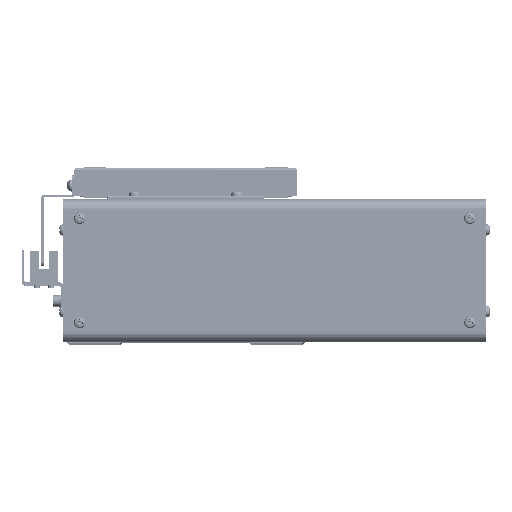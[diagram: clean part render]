
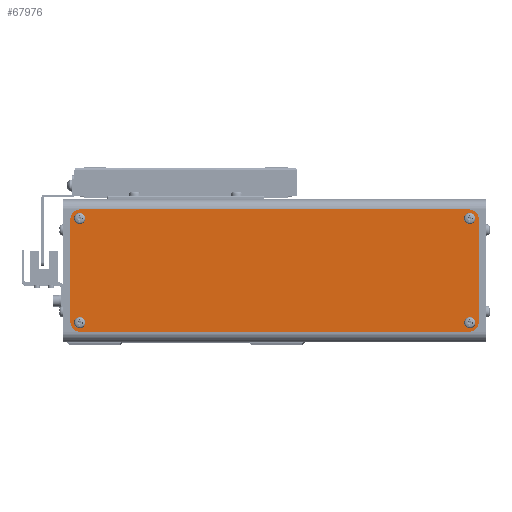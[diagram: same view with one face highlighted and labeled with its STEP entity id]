
A CAD part, top view. The second image highlights one B-rep face of the part: STEP entity #67976.
In plain terms, the highlighted planar face has unit normal (0, 0, 1).
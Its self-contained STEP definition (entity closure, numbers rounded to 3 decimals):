
#99 = DIRECTION ( 'NONE',  ( 0., 0., 1. ) ) ;
#127 = CARTESIAN_POINT ( 'NONE',  ( 95.5, 25.5, 1. ) ) ;
#594 = AXIS2_PLACEMENT_3D ( 'NONE', #44942, #101966, #53182 ) ;
#953 = AXIS2_PLACEMENT_3D ( 'NONE', #19452, #19354, #19230 ) ;
#1023 = FACE_BOUND ( 'NONE', #7842, .T. ) ;
#1607 = VERTEX_POINT ( 'NONE', #86123 ) ;
#1784 = DIRECTION ( 'NONE',  ( 0., 1., 0. ) ) ;
#1977 = DIRECTION ( 'NONE',  ( -1., 0., 0. ) ) ;
#2922 = CARTESIAN_POINT ( 'NONE',  ( -100., 25., 1. ) ) ;
#3076 = CARTESIAN_POINT ( 'NONE',  ( 93.9, -25.5, 1. ) ) ;
#3572 = CARTESIAN_POINT ( 'NONE',  ( 100., -25., 1. ) ) ;
#5645 = CARTESIAN_POINT ( 'NONE',  ( -100., -25., 1. ) ) ;
#6426 = EDGE_CURVE ( 'NONE', #97252, #17974, #89224, .T. ) ;
#6438 = CARTESIAN_POINT ( 'NONE',  ( -95., 30., 1. ) ) ;
#7151 = DIRECTION ( 'NONE',  ( -1., 0., 0. ) ) ;
#7506 = CIRCLE ( 'NONE', #594, 5. ) ;
#7842 = EDGE_LOOP ( 'NONE', ( #105878, #54201 ) ) ;
#7915 = VERTEX_POINT ( 'NONE', #26939 ) ;
#8347 = EDGE_CURVE ( 'NONE', #1607, #61521, #99123, .T. ) ;
#9689 = CARTESIAN_POINT ( 'NONE',  ( 97.1, 25.5, 1. ) ) ;
#10818 = CIRCLE ( 'NONE', #953, 1.6 ) ;
#13341 = EDGE_CURVE ( 'NONE', #77891, #53124, #43727, .T. ) ;
#14008 = CIRCLE ( 'NONE', #22630, 1.6 ) ;
#14780 = CARTESIAN_POINT ( 'NONE',  ( -95., 30., 1. ) ) ;
#16878 = PLANE ( 'NONE',  #21698 ) ;
#17342 = CIRCLE ( 'NONE', #45295, 1.6 ) ;
#17820 = DIRECTION ( 'NONE',  ( 0., 0., 1. ) ) ;
#17974 = VERTEX_POINT ( 'NONE', #14780 ) ;
#18172 = VERTEX_POINT ( 'NONE', #24728 ) ;
#18911 = ORIENTED_EDGE ( 'NONE', *, *, #47707, .F. ) ;
#19036 = CARTESIAN_POINT ( 'NONE',  ( -95., -30., 1. ) ) ;
#19167 = EDGE_LOOP ( 'NONE', ( #30529, #29588 ) ) ;
#19230 = DIRECTION ( 'NONE',  ( 1., 0., 0. ) ) ;
#19354 = DIRECTION ( 'NONE',  ( 0., 0., 1. ) ) ;
#19452 = CARTESIAN_POINT ( 'NONE',  ( 95.5, -25.5, 1. ) ) ;
#20335 = DIRECTION ( 'NONE',  ( 0., 0., 1. ) ) ;
#20926 = ORIENTED_EDGE ( 'NONE', *, *, #61328, .T. ) ;
#21698 = AXIS2_PLACEMENT_3D ( 'NONE', #98274, #33360, #90442 ) ;
#21837 = ORIENTED_EDGE ( 'NONE', *, *, #89823, .T. ) ;
#22630 = AXIS2_PLACEMENT_3D ( 'NONE', #69333, #20335, #77502 ) ;
#22767 = FACE_OUTER_BOUND ( 'NONE', #25879, .T. ) ;
#23319 = EDGE_LOOP ( 'NONE', ( #87788, #54779 ) ) ;
#23826 = CARTESIAN_POINT ( 'NONE',  ( 97.1, -25.5, 1. ) ) ;
#24728 = CARTESIAN_POINT ( 'NONE',  ( -93.9, 25.5, 1. ) ) ;
#25879 = EDGE_LOOP ( 'NONE', ( #37105, #38844, #36107, #20926, #88693, #21837, #68170, #58058 ) ) ;
#26294 = CIRCLE ( 'NONE', #41204, 1.6 ) ;
#26939 = CARTESIAN_POINT ( 'NONE',  ( -93.9, -25.5, 1. ) ) ;
#27961 = EDGE_CURVE ( 'NONE', #76138, #50409, #76351, .T. ) ;
#28166 = CARTESIAN_POINT ( 'NONE',  ( 100., 25., 1. ) ) ;
#28510 = CARTESIAN_POINT ( 'NONE',  ( -95., -30., 1. ) ) ;
#29205 = CARTESIAN_POINT ( 'NONE',  ( -95.5, -25.5, 1. ) ) ;
#29588 = ORIENTED_EDGE ( 'NONE', *, *, #90575, .F. ) ;
#30119 = EDGE_CURVE ( 'NONE', #53124, #77891, #10818, .T. ) ;
#30528 = CARTESIAN_POINT ( 'NONE',  ( -95., -25., 1. ) ) ;
#30529 = ORIENTED_EDGE ( 'NONE', *, *, #46647, .F. ) ;
#32335 = EDGE_CURVE ( 'NONE', #50409, #74412, #94825, .T. ) ;
#33360 = DIRECTION ( 'NONE',  ( 0., 0., -1. ) ) ;
#34168 = AXIS2_PLACEMENT_3D ( 'NONE', #30528, #87625, #38785 ) ;
#34666 = DIRECTION ( 'NONE',  ( 0., 0., 1. ) ) ;
#36107 = ORIENTED_EDGE ( 'NONE', *, *, #77971, .T. ) ;
#37105 = ORIENTED_EDGE ( 'NONE', *, *, #56144, .T. ) ;
#37436 = DIRECTION ( 'NONE',  ( -1., 0., 0. ) ) ;
#38785 = DIRECTION ( 'NONE',  ( -1., 0., 0. ) ) ;
#38844 = ORIENTED_EDGE ( 'NONE', *, *, #6426, .T. ) ;
#41204 = AXIS2_PLACEMENT_3D ( 'NONE', #104998, #56225, #7151 ) ;
#41999 = FACE_BOUND ( 'NONE', #23319, .T. ) ;
#43423 = LINE ( 'NONE', #19036, #91893 ) ;
#43727 = CIRCLE ( 'NONE', #93066, 1.6 ) ;
#44942 = CARTESIAN_POINT ( 'NONE',  ( -95., 25., 1. ) ) ;
#45295 = AXIS2_PLACEMENT_3D ( 'NONE', #29205, #86287, #37436 ) ;
#46127 = AXIS2_PLACEMENT_3D ( 'NONE', #94507, #94382, #94257 ) ;
#46647 = EDGE_CURVE ( 'NONE', #60961, #18172, #70480, .T. ) ;
#47383 = VECTOR ( 'NONE', #48783, 1000. ) ;
#47707 = EDGE_CURVE ( 'NONE', #61521, #1607, #14008, .T. ) ;
#47865 = VERTEX_POINT ( 'NONE', #5645 ) ;
#48783 = DIRECTION ( 'NONE',  ( 0., -1., 0. ) ) ;
#48978 = VECTOR ( 'NONE', #1784, 1000. ) ;
#50409 = VERTEX_POINT ( 'NONE', #94571 ) ;
#50614 = AXIS2_PLACEMENT_3D ( 'NONE', #66810, #17820, #74991 ) ;
#53124 = VERTEX_POINT ( 'NONE', #23826 ) ;
#53182 = DIRECTION ( 'NONE',  ( -1., 0., 0. ) ) ;
#53963 = AXIS2_PLACEMENT_3D ( 'NONE', #127, #99, #1977 ) ;
#54201 = ORIENTED_EDGE ( 'NONE', *, *, #30119, .F. ) ;
#54779 = ORIENTED_EDGE ( 'NONE', *, *, #80823, .F. ) ;
#56144 = EDGE_CURVE ( 'NONE', #74412, #97252, #74739, .T. ) ;
#56225 = DIRECTION ( 'NONE',  ( 0., 0., 1. ) ) ;
#56319 = CARTESIAN_POINT ( 'NONE',  ( -100., -25., 1. ) ) ;
#58058 = ORIENTED_EDGE ( 'NONE', *, *, #32335, .T. ) ;
#60627 = CARTESIAN_POINT ( 'NONE',  ( -97.1, 25.5, 1. ) ) ;
#60961 = VERTEX_POINT ( 'NONE', #60627 ) ;
#61328 = EDGE_CURVE ( 'NONE', #76384, #47865, #69088, .T. ) ;
#61401 = DIRECTION ( 'NONE',  ( 1., 0., 0. ) ) ;
#61521 = VERTEX_POINT ( 'NONE', #9689 ) ;
#61683 = AXIS2_PLACEMENT_3D ( 'NONE', #76827, #71098, #65664 ) ;
#61744 = DIRECTION ( 'NONE',  ( 0., 0., 1. ) ) ;
#61865 = CARTESIAN_POINT ( 'NONE',  ( 95.5, -25.5, 1. ) ) ;
#63493 = ORIENTED_EDGE ( 'NONE', *, *, #8347, .F. ) ;
#63716 = FACE_BOUND ( 'NONE', #19167, .T. ) ;
#65664 = DIRECTION ( 'NONE',  ( 1., 0., 0. ) ) ;
#66810 = CARTESIAN_POINT ( 'NONE',  ( 95., 25., 1. ) ) ;
#67558 = VECTOR ( 'NONE', #99565, 1000. ) ;
#67976 = ADVANCED_FACE ( 'NONE', ( #1023, #63716, #22767, #85383, #41999 ), #16878, .F. ) ;
#68170 = ORIENTED_EDGE ( 'NONE', *, *, #27961, .T. ) ;
#69088 = LINE ( 'NONE', #56319, #47383 ) ;
#69333 = CARTESIAN_POINT ( 'NONE',  ( 95.5, 25.5, 1. ) ) ;
#70480 = CIRCLE ( 'NONE', #61683, 1.6 ) ;
#71098 = DIRECTION ( 'NONE',  ( 0., 0., 1. ) ) ;
#71252 = EDGE_CURVE ( 'NONE', #71348, #7915, #17342, .T. ) ;
#71348 = VERTEX_POINT ( 'NONE', #79158 ) ;
#74412 = VERTEX_POINT ( 'NONE', #28166 ) ;
#74739 = CIRCLE ( 'NONE', #50614, 5. ) ;
#74991 = DIRECTION ( 'NONE',  ( -1., 0., 0. ) ) ;
#76138 = VERTEX_POINT ( 'NONE', #96025 ) ;
#76215 = DIRECTION ( 'NONE',  ( 1., 0., 0. ) ) ;
#76351 = CIRCLE ( 'NONE', #46127, 5. ) ;
#76384 = VERTEX_POINT ( 'NONE', #2922 ) ;
#76827 = CARTESIAN_POINT ( 'NONE',  ( -95.5, 25.5, 1. ) ) ;
#77502 = DIRECTION ( 'NONE',  ( -1., 0., 0. ) ) ;
#77891 = VERTEX_POINT ( 'NONE', #3076 ) ;
#77971 = EDGE_CURVE ( 'NONE', #17974, #76384, #7506, .T. ) ;
#79158 = CARTESIAN_POINT ( 'NONE',  ( -97.1, -25.5, 1. ) ) ;
#80823 = EDGE_CURVE ( 'NONE', #7915, #71348, #26294, .T. ) ;
#82226 = CARTESIAN_POINT ( 'NONE',  ( 95., 30., 1. ) ) ;
#82781 = AXIS2_PLACEMENT_3D ( 'NONE', #83563, #34666, #91741 ) ;
#83563 = CARTESIAN_POINT ( 'NONE',  ( -95.5, 25.5, 1. ) ) ;
#84158 = CIRCLE ( 'NONE', #82781, 1.6 ) ;
#85383 = FACE_BOUND ( 'NONE', #85867, .T. ) ;
#85867 = EDGE_LOOP ( 'NONE', ( #63493, #18911 ) ) ;
#86123 = CARTESIAN_POINT ( 'NONE',  ( 93.9, 25.5, 1. ) ) ;
#86287 = DIRECTION ( 'NONE',  ( 0., 0., 1. ) ) ;
#87625 = DIRECTION ( 'NONE',  ( 0., 0., 1. ) ) ;
#87788 = ORIENTED_EDGE ( 'NONE', *, *, #71252, .F. ) ;
#88693 = ORIENTED_EDGE ( 'NONE', *, *, #101875, .T. ) ;
#89224 = LINE ( 'NONE', #6438, #67558 ) ;
#89823 = EDGE_CURVE ( 'NONE', #100919, #76138, #43423, .T. ) ;
#90442 = DIRECTION ( 'NONE',  ( -1., 0., 0. ) ) ;
#90575 = EDGE_CURVE ( 'NONE', #18172, #60961, #84158, .T. ) ;
#91741 = DIRECTION ( 'NONE',  ( 1., 0., 0. ) ) ;
#91893 = VECTOR ( 'NONE', #76215, 1000. ) ;
#92419 = CIRCLE ( 'NONE', #34168, 5. ) ;
#93066 = AXIS2_PLACEMENT_3D ( 'NONE', #61865, #61744, #61401 ) ;
#94257 = DIRECTION ( 'NONE',  ( 1., 0., 0. ) ) ;
#94382 = DIRECTION ( 'NONE',  ( 0., 0., 1. ) ) ;
#94507 = CARTESIAN_POINT ( 'NONE',  ( 95., -25., 1. ) ) ;
#94571 = CARTESIAN_POINT ( 'NONE',  ( 100., -25., 1. ) ) ;
#94825 = LINE ( 'NONE', #3572, #48978 ) ;
#96025 = CARTESIAN_POINT ( 'NONE',  ( 95., -30., 1. ) ) ;
#97252 = VERTEX_POINT ( 'NONE', #82226 ) ;
#98274 = CARTESIAN_POINT ( 'NONE',  ( 95., 25., 1. ) ) ;
#99123 = CIRCLE ( 'NONE', #53963, 1.6 ) ;
#99565 = DIRECTION ( 'NONE',  ( -1., 0., 0. ) ) ;
#100919 = VERTEX_POINT ( 'NONE', #28510 ) ;
#101875 = EDGE_CURVE ( 'NONE', #47865, #100919, #92419, .T. ) ;
#101966 = DIRECTION ( 'NONE',  ( 0., 0., 1. ) ) ;
#104998 = CARTESIAN_POINT ( 'NONE',  ( -95.5, -25.5, 1. ) ) ;
#105878 = ORIENTED_EDGE ( 'NONE', *, *, #13341, .F. ) ;
